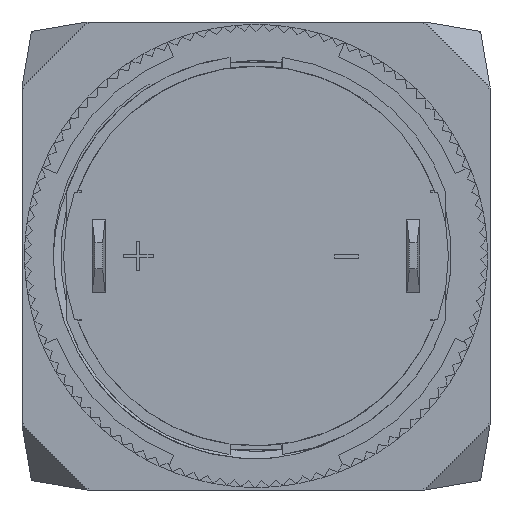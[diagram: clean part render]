
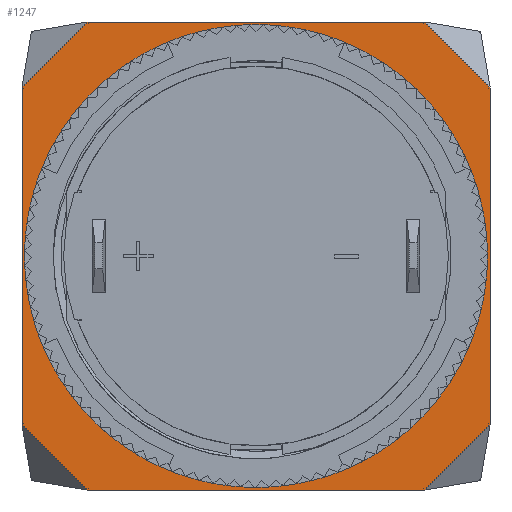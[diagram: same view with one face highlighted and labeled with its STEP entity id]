
A CAD part, front view. The second image highlights one B-rep face of the part: STEP entity #1247.
In plain terms, the highlighted planar face has unit normal (0, -1, 0).
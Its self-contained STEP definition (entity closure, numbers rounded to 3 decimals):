
#1247 = ADVANCED_FACE( '', ( #2841, #2842 ), #2843, .T. );
#2841 = FACE_BOUND( '', #5592, .T. );
#2842 = FACE_OUTER_BOUND( '', #5593, .T. );
#2843 = PLANE( '', #5594 );
#5592 = EDGE_LOOP( '', ( #11112 ) );
#5593 = EDGE_LOOP( '', ( #11113, #11114, #11115, #11116, #11117, #11118, #11119, #11120 ) );
#5594 = AXIS2_PLACEMENT_3D( '', #11121, #11122, #11123 );
#11112 = ORIENTED_EDGE( '', *, *, #14964, .T. );
#11113 = ORIENTED_EDGE( '', *, *, #15694, .F. );
#11114 = ORIENTED_EDGE( '', *, *, #16158, .F. );
#11115 = ORIENTED_EDGE( '', *, *, #15021, .F. );
#11116 = ORIENTED_EDGE( '', *, *, #16159, .F. );
#11117 = ORIENTED_EDGE( '', *, *, #15658, .F. );
#11118 = ORIENTED_EDGE( '', *, *, #15130, .F. );
#11119 = ORIENTED_EDGE( '', *, *, #15263, .F. );
#11120 = ORIENTED_EDGE( '', *, *, #15783, .F. );
#11121 = CARTESIAN_POINT( '', ( 0., 20.3, 0. ) );
#11122 = DIRECTION( '', ( 0., -1., 0. ) );
#11123 = DIRECTION( '', ( -1., 0., 0. ) );
#14964 = EDGE_CURVE( '', #17698, #17698, #17699, .T. );
#15021 = EDGE_CURVE( '', #17798, #17799, #17800, .T. );
#15130 = EDGE_CURVE( '', #17981, #17976, #17983, .T. );
#15263 = EDGE_CURVE( '', #18208, #17981, #18209, .T. );
#15658 = EDGE_CURVE( '', #17976, #18859, #18860, .T. );
#15694 = EDGE_CURVE( '', #18601, #18916, #18917, .T. );
#15783 = EDGE_CURVE( '', #18916, #18208, #19053, .T. );
#16158 = EDGE_CURVE( '', #17799, #18601, #19621, .T. );
#16159 = EDGE_CURVE( '', #18859, #17798, #19622, .T. );
#17698 = VERTEX_POINT( '', #21793 );
#17699 = CIRCLE( '', #21794, 8.9 );
#17798 = VERTEX_POINT( '', #21951 );
#17799 = VERTEX_POINT( '', #21952 );
#17800 = LINE( '', #21953, #21954 );
#17976 = VERTEX_POINT( '', #22264 );
#17981 = VERTEX_POINT( '', #22272 );
#17983 = LINE( '', #22275, #22276 );
#18208 = VERTEX_POINT( '', #22706 );
#18209 = LINE( '', #22707, #22708 );
#18601 = VERTEX_POINT( '', #23326 );
#18859 = VERTEX_POINT( '', #23796 );
#18860 = LINE( '', #23797, #23798 );
#18916 = VERTEX_POINT( '', #23900 );
#18917 = LINE( '', #23901, #23902 );
#19053 = LINE( '', #24155, #24156 );
#19621 = LINE( '', #25104, #25105 );
#19622 = LINE( '', #25106, #25107 );
#21793 = CARTESIAN_POINT( '', ( -8.9, 20.3, 0. ) );
#21794 = AXIS2_PLACEMENT_3D( '', #28550, #28551, #28552 );
#21951 = CARTESIAN_POINT( '', ( 6.5, 20.3, 9. ) );
#21952 = CARTESIAN_POINT( '', ( 9., 20.3, 6.5 ) );
#21953 = CARTESIAN_POINT( '', ( 6.5, 20.3, 9. ) );
#21954 = VECTOR( '', #28622, 1000. );
#22264 = CARTESIAN_POINT( '', ( -9., 20.3, 6.5 ) );
#22272 = CARTESIAN_POINT( '', ( -9., 20.3, -6.5 ) );
#22275 = CARTESIAN_POINT( '', ( -9., 20.3, -6.5 ) );
#22276 = VECTOR( '', #28728, 1000. );
#22706 = CARTESIAN_POINT( '', ( -6.5, 20.3, -9. ) );
#22707 = CARTESIAN_POINT( '', ( -6.5, 20.3, -9. ) );
#22708 = VECTOR( '', #28858, 1000. );
#23326 = CARTESIAN_POINT( '', ( 9., 20.3, -6.5 ) );
#23796 = CARTESIAN_POINT( '', ( -6.5, 20.3, 9. ) );
#23797 = CARTESIAN_POINT( '', ( -9., 20.3, 6.5 ) );
#23798 = VECTOR( '', #29230, 1000. );
#23900 = CARTESIAN_POINT( '', ( 6.5, 20.3, -9. ) );
#23901 = CARTESIAN_POINT( '', ( 9., 20.3, -6.5 ) );
#23902 = VECTOR( '', #29265, 1000. );
#24155 = CARTESIAN_POINT( '', ( 6.5, 20.3, -9. ) );
#24156 = VECTOR( '', #29336, 1000. );
#25104 = CARTESIAN_POINT( '', ( 9., 20.3, 6.5 ) );
#25105 = VECTOR( '', #29670, 1000. );
#25106 = CARTESIAN_POINT( '', ( -6.5, 20.3, 9. ) );
#25107 = VECTOR( '', #29671, 1000. );
#28550 = CARTESIAN_POINT( '', ( 0., 20.3, 0. ) );
#28551 = DIRECTION( '', ( 0., 1., 0. ) );
#28552 = DIRECTION( '', ( -1., 0., 0. ) );
#28622 = DIRECTION( '', ( 0.707, 0., -0.707 ) );
#28728 = DIRECTION( '', ( 0., 0., 1. ) );
#28858 = DIRECTION( '', ( -0.707, 0., 0.707 ) );
#29230 = DIRECTION( '', ( 0.707, 0., 0.707 ) );
#29265 = DIRECTION( '', ( -0.707, 0., -0.707 ) );
#29336 = DIRECTION( '', ( -1., 0., 0. ) );
#29670 = DIRECTION( '', ( 0., 0., -1. ) );
#29671 = DIRECTION( '', ( 1., 0., 0. ) );
